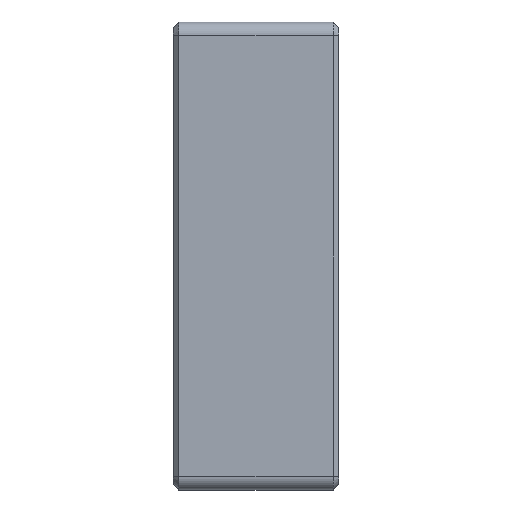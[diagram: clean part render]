
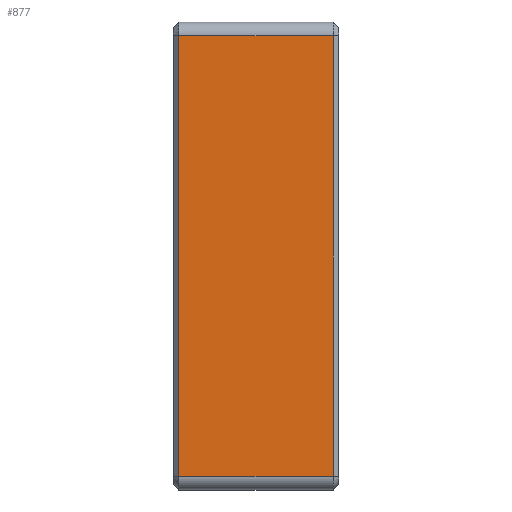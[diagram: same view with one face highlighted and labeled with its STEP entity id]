
A CAD part, front view. The second image highlights one B-rep face of the part: STEP entity #877.
In plain terms, the highlighted planar face has unit normal (0, -1, 0).
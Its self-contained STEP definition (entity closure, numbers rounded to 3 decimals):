
#42 = CARTESIAN_POINT ( 'NONE',  ( 3., -7.6, -2.5 ) ) ;
#52 = CARTESIAN_POINT ( 'NONE',  ( -2.8, -7.6, 13.5 ) ) ;
#93 = ORIENTED_EDGE ( 'NONE', *, *, #1199, .T. ) ;
#142 = ORIENTED_EDGE ( 'NONE', *, *, #945, .T. ) ;
#158 = FACE_OUTER_BOUND ( 'NONE', #1008, .T. ) ;
#221 = VERTEX_POINT ( 'NONE', #719 ) ;
#300 = EDGE_CURVE ( 'NONE', #412, #1099, #1517, .T. ) ;
#412 = VERTEX_POINT ( 'NONE', #52 ) ;
#467 = LINE ( 'NONE', #42, #870 ) ;
#546 = DIRECTION ( 'NONE',  ( 0., 0., -1. ) ) ;
#603 = ORIENTED_EDGE ( 'NONE', *, *, #300, .T. ) ;
#636 = LINE ( 'NONE', #782, #1346 ) ;
#719 = CARTESIAN_POINT ( 'NONE',  ( 2.8, -7.6, 13.5 ) ) ;
#782 = CARTESIAN_POINT ( 'NONE',  ( 3., -7.6, 13.5 ) ) ;
#870 = VECTOR ( 'NONE', #1634, 1000. ) ;
#877 = ADVANCED_FACE ( 'NONE', ( #158 ), #988, .F. ) ;
#919 = DIRECTION ( 'NONE',  ( -1., 0., 0. ) ) ;
#945 = EDGE_CURVE ( 'NONE', #1099, #1657, #467, .T. ) ;
#958 = AXIS2_PLACEMENT_3D ( 'NONE', #1254, #1116, #982 ) ;
#976 = VECTOR ( 'NONE', #1566, 1000. ) ;
#982 = DIRECTION ( 'NONE',  ( 0., 0., 1. ) ) ;
#988 = PLANE ( 'NONE',  #958 ) ;
#1008 = EDGE_LOOP ( 'NONE', ( #142, #93, #1235, #603 ) ) ;
#1042 = VECTOR ( 'NONE', #546, 1000. ) ;
#1081 = CARTESIAN_POINT ( 'NONE',  ( -2.8, -7.6, 14. ) ) ;
#1099 = VERTEX_POINT ( 'NONE', #1445 ) ;
#1116 = DIRECTION ( 'NONE',  ( 0., 1., 0. ) ) ;
#1156 = CARTESIAN_POINT ( 'NONE',  ( 2.8, -7.6, -2.5 ) ) ;
#1162 = CARTESIAN_POINT ( 'NONE',  ( 2.8, -7.6, 13.5 ) ) ;
#1199 = EDGE_CURVE ( 'NONE', #1657, #221, #1329, .T. ) ;
#1235 = ORIENTED_EDGE ( 'NONE', *, *, #1471, .T. ) ;
#1254 = CARTESIAN_POINT ( 'NONE',  ( 3., -7.6, 14. ) ) ;
#1329 = LINE ( 'NONE', #1162, #976 ) ;
#1346 = VECTOR ( 'NONE', #919, 1000. ) ;
#1445 = CARTESIAN_POINT ( 'NONE',  ( -2.8, -7.6, -2.5 ) ) ;
#1471 = EDGE_CURVE ( 'NONE', #221, #412, #636, .T. ) ;
#1517 = LINE ( 'NONE', #1081, #1042 ) ;
#1566 = DIRECTION ( 'NONE',  ( 0., 0., 1. ) ) ;
#1634 = DIRECTION ( 'NONE',  ( 1., 0., 0. ) ) ;
#1657 = VERTEX_POINT ( 'NONE', #1156 ) ;
